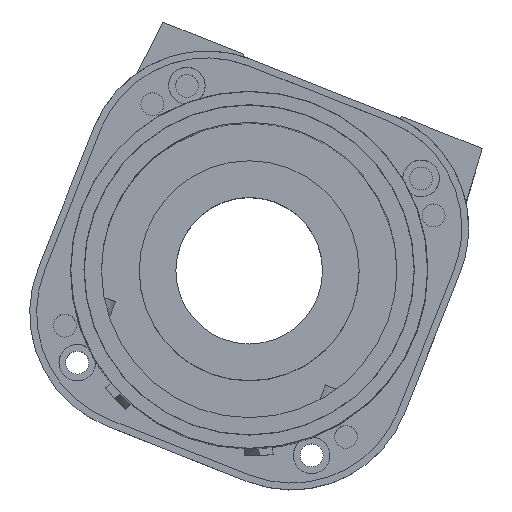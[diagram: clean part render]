
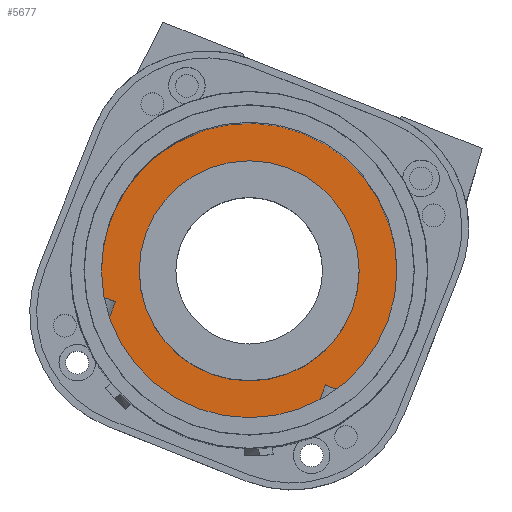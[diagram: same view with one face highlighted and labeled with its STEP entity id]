
A CAD part, top view. The second image highlights one B-rep face of the part: STEP entity #5677.
In plain terms, the highlighted planar face has unit normal (0, 0, 1).
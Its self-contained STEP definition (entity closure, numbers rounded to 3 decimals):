
#53 = CIRCLE ( 'NONE', #7776, 24. ) ;
#129 = DIRECTION ( 'NONE',  ( 0., 0., -1. ) ) ;
#242 = CIRCLE ( 'NONE', #8552, 32.25 ) ;
#255 = CARTESIAN_POINT ( 'NONE',  ( 32.25, -0.033, -61.5 ) ) ;
#278 = EDGE_CURVE ( 'NONE', #4682, #8234, #3658, .T. ) ;
#366 = DIRECTION ( 'NONE',  ( 0.93, -0.368, 0. ) ) ;
#505 = FACE_OUTER_BOUND ( 'NONE', #4217, .T. ) ;
#554 = VERTEX_POINT ( 'NONE', #8105 ) ;
#738 = CARTESIAN_POINT ( 'NONE',  ( 0., 0., -61.5 ) ) ;
#805 = CARTESIAN_POINT ( 'NONE',  ( 0., 0., -61.5 ) ) ;
#814 = DIRECTION ( 'NONE',  ( 0., 0., -1. ) ) ;
#886 = LINE ( 'NONE', #6789, #7549 ) ;
#974 = ORIENTED_EDGE ( 'NONE', *, *, #1877, .F. ) ;
#1071 = EDGE_CURVE ( 'NONE', #1764, #4682, #1286, .T. ) ;
#1105 = LINE ( 'NONE', #9507, #5926 ) ;
#1286 = LINE ( 'NONE', #5030, #5860 ) ;
#1519 = CIRCLE ( 'NONE', #6580, 32.25 ) ;
#1552 = VECTOR ( 'NONE', #5450, 1000. ) ;
#1560 = DIRECTION ( 'NONE',  ( 0., 0., -1. ) ) ;
#1764 = VERTEX_POINT ( 'NONE', #3662 ) ;
#1877 = EDGE_CURVE ( 'NONE', #9937, #7618, #8183, .T. ) ;
#1963 = CIRCLE ( 'NONE', #2363, 32.25 ) ;
#2037 = CARTESIAN_POINT ( 'NONE',  ( -32.25, 0.033, -61.5 ) ) ;
#2057 = EDGE_CURVE ( 'NONE', #7403, #5878, #8173, .T. ) ;
#2283 = DIRECTION ( 'NONE',  ( -1., 0., 0. ) ) ;
#2339 = EDGE_CURVE ( 'NONE', #5878, #9944, #2881, .T. ) ;
#2353 = DIRECTION ( 'NONE',  ( 0., 0., -1. ) ) ;
#2363 = AXIS2_PLACEMENT_3D ( 'NONE', #805, #2353, #4003 ) ;
#2580 = DIRECTION ( 'NONE',  ( -0.368, -0.93, 0. ) ) ;
#2881 = CIRCLE ( 'NONE', #5301, 32.25 ) ;
#2923 = PLANE ( 'NONE',  #5986 ) ;
#2950 = AXIS2_PLACEMENT_3D ( 'NONE', #3553, #6840, #4528 ) ;
#3143 = CARTESIAN_POINT ( 'NONE',  ( 0., 0., -61.5 ) ) ;
#3396 = ORIENTED_EDGE ( 'NONE', *, *, #7942, .F. ) ;
#3553 = CARTESIAN_POINT ( 'NONE',  ( 0., 0., -61.5 ) ) ;
#3658 = LINE ( 'NONE', #10092, #1552 ) ;
#3662 = CARTESIAN_POINT ( 'NONE',  ( 15.253, -28.415, -61.5 ) ) ;
#3778 = DIRECTION ( 'NONE',  ( 0., 0., -1. ) ) ;
#3827 = DIRECTION ( 'NONE',  ( -1., 0., 0. ) ) ;
#3847 = CIRCLE ( 'NONE', #7039, 24. ) ;
#3893 = DIRECTION ( 'NONE',  ( -1., 0., 0. ) ) ;
#4003 = DIRECTION ( 'NONE',  ( -1., 0., 0. ) ) ;
#4044 = AXIS2_PLACEMENT_3D ( 'NONE', #738, #7737, #2283 ) ;
#4050 = ORIENTED_EDGE ( 'NONE', *, *, #6053, .F. ) ;
#4117 = EDGE_CURVE ( 'NONE', #8021, #7259, #3847, .T. ) ;
#4217 = EDGE_LOOP ( 'NONE', ( #8573, #5534, #8650, #5049, #3396, #974, #4050, #7774, #10098, #7854, #5302, #9877 ) ) ;
#4241 = AXIS2_PLACEMENT_3D ( 'NONE', #6973, #10024, #3827 ) ;
#4528 = DIRECTION ( 'NONE',  ( -1., 0., 0. ) ) ;
#4682 = VERTEX_POINT ( 'NONE', #9949 ) ;
#4848 = CIRCLE ( 'NONE', #2950, 32.25 ) ;
#4860 = DIRECTION ( 'NONE',  ( -1., 0., 0. ) ) ;
#4910 = DIRECTION ( 'NONE',  ( 0., 0., -1. ) ) ;
#5030 = CARTESIAN_POINT ( 'NONE',  ( 0.03, -66.886, -61.5 ) ) ;
#5048 = CARTESIAN_POINT ( 'NONE',  ( -23.541, 22.043, -61.5 ) ) ;
#5049 = ORIENTED_EDGE ( 'NONE', *, *, #2057, .F. ) ;
#5078 = EDGE_CURVE ( 'NONE', #5981, #5645, #242, .T. ) ;
#5208 = CARTESIAN_POINT ( 'NONE',  ( 32.25, 0., -61.5 ) ) ;
#5301 = AXIS2_PLACEMENT_3D ( 'NONE', #3143, #129, #4860 ) ;
#5302 = ORIENTED_EDGE ( 'NONE', *, *, #6882, .F. ) ;
#5450 = DIRECTION ( 'NONE',  ( 0.93, -0.368, 0. ) ) ;
#5485 = CARTESIAN_POINT ( 'NONE',  ( -29.165, -6.742, -61.5 ) ) ;
#5534 = ORIENTED_EDGE ( 'NONE', *, *, #5891, .F. ) ;
#5645 = VERTEX_POINT ( 'NONE', #7001 ) ;
#5677 = ADVANCED_FACE ( 'NONE', ( #5713, #505 ), #2923, .F. ) ;
#5697 = EDGE_CURVE ( 'NONE', #7259, #8021, #53, .T. ) ;
#5698 = DIRECTION ( 'NONE',  ( -1., 0., 0. ) ) ;
#5713 = FACE_BOUND ( 'NONE', #8011, .T. ) ;
#5860 = VECTOR ( 'NONE', #9794, 1000. ) ;
#5878 = VERTEX_POINT ( 'NONE', #255 ) ;
#5891 = EDGE_CURVE ( 'NONE', #9944, #8234, #1519, .T. ) ;
#5926 = VECTOR ( 'NONE', #2580, 1000. ) ;
#5981 = VERTEX_POINT ( 'NONE', #6052 ) ;
#5986 = AXIS2_PLACEMENT_3D ( 'NONE', #6095, #10123, #6239 ) ;
#6007 = CARTESIAN_POINT ( 'NONE',  ( 0., 0., -61.5 ) ) ;
#6052 = CARTESIAN_POINT ( 'NONE',  ( -31.738, -5.724, -61.5 ) ) ;
#6053 = EDGE_CURVE ( 'NONE', #5645, #9937, #7834, .T. ) ;
#6095 = CARTESIAN_POINT ( 'NONE',  ( 0., 0., -61.5 ) ) ;
#6239 = DIRECTION ( 'NONE',  ( -1., 0., 0. ) ) ;
#6556 = CARTESIAN_POINT ( 'NONE',  ( 24., 0., -61.5 ) ) ;
#6580 = AXIS2_PLACEMENT_3D ( 'NONE', #8820, #4910, #5698 ) ;
#6789 = CARTESIAN_POINT ( 'NONE',  ( -34.15, -4.769, -61.5 ) ) ;
#6840 = DIRECTION ( 'NONE',  ( 0., 0., -1. ) ) ;
#6882 = EDGE_CURVE ( 'NONE', #1764, #554, #4848, .T. ) ;
#6973 = CARTESIAN_POINT ( 'NONE',  ( 0., 0., -61.5 ) ) ;
#7001 = CARTESIAN_POINT ( 'NONE',  ( -32.25, 0., -61.5 ) ) ;
#7039 = AXIS2_PLACEMENT_3D ( 'NONE', #6007, #8101, #9715 ) ;
#7259 = VERTEX_POINT ( 'NONE', #6556 ) ;
#7348 = EDGE_CURVE ( 'NONE', #5981, #8023, #886, .T. ) ;
#7403 = VERTEX_POINT ( 'NONE', #5208 ) ;
#7549 = VECTOR ( 'NONE', #366, 1000. ) ;
#7579 = CARTESIAN_POINT ( 'NONE',  ( 23.541, -22.043, -61.5 ) ) ;
#7618 = VERTEX_POINT ( 'NONE', #5048 ) ;
#7737 = DIRECTION ( 'NONE',  ( 0., 0., -1. ) ) ;
#7774 = ORIENTED_EDGE ( 'NONE', *, *, #5078, .F. ) ;
#7776 = AXIS2_PLACEMENT_3D ( 'NONE', #7953, #1560, #8725 ) ;
#7817 = DIRECTION ( 'NONE',  ( -1., 0., 0. ) ) ;
#7834 = CIRCLE ( 'NONE', #8152, 32.25 ) ;
#7854 = ORIENTED_EDGE ( 'NONE', *, *, #8039, .T. ) ;
#7859 = CARTESIAN_POINT ( 'NONE',  ( 0., 0., -61.5 ) ) ;
#7942 = EDGE_CURVE ( 'NONE', #7618, #7403, #1963, .T. ) ;
#7953 = CARTESIAN_POINT ( 'NONE',  ( 0., 0., -61.5 ) ) ;
#8011 = EDGE_LOOP ( 'NONE', ( #8988, #10216 ) ) ;
#8021 = VERTEX_POINT ( 'NONE', #10171 ) ;
#8023 = VERTEX_POINT ( 'NONE', #5485 ) ;
#8039 = EDGE_CURVE ( 'NONE', #8023, #554, #1105, .T. ) ;
#8101 = DIRECTION ( 'NONE',  ( 0., 0., -1. ) ) ;
#8105 = CARTESIAN_POINT ( 'NONE',  ( -30.566, -10.284, -61.5 ) ) ;
#8152 = AXIS2_PLACEMENT_3D ( 'NONE', #10116, #3778, #7817 ) ;
#8173 = CIRCLE ( 'NONE', #4241, 32.25 ) ;
#8183 = CIRCLE ( 'NONE', #4044, 32.25 ) ;
#8194 = CARTESIAN_POINT ( 'NONE',  ( 19.228, -25.891, -61.5 ) ) ;
#8234 = VERTEX_POINT ( 'NONE', #8194 ) ;
#8552 = AXIS2_PLACEMENT_3D ( 'NONE', #7859, #814, #3893 ) ;
#8573 = ORIENTED_EDGE ( 'NONE', *, *, #278, .T. ) ;
#8650 = ORIENTED_EDGE ( 'NONE', *, *, #2339, .F. ) ;
#8725 = DIRECTION ( 'NONE',  ( -1., 0., 0. ) ) ;
#8820 = CARTESIAN_POINT ( 'NONE',  ( 0., 0., -61.5 ) ) ;
#8988 = ORIENTED_EDGE ( 'NONE', *, *, #4117, .T. ) ;
#9507 = CARTESIAN_POINT ( 'NONE',  ( -45.789, -48.756, -61.5 ) ) ;
#9715 = DIRECTION ( 'NONE',  ( -1., 0., 0. ) ) ;
#9794 = DIRECTION ( 'NONE',  ( 0.368, 0.93, 0. ) ) ;
#9877 = ORIENTED_EDGE ( 'NONE', *, *, #1071, .T. ) ;
#9937 = VERTEX_POINT ( 'NONE', #2037 ) ;
#9944 = VERTEX_POINT ( 'NONE', #7579 ) ;
#9949 = CARTESIAN_POINT ( 'NONE',  ( 16.655, -24.873, -61.5 ) ) ;
#10024 = DIRECTION ( 'NONE',  ( 0., 0., -1. ) ) ;
#10092 = CARTESIAN_POINT ( 'NONE',  ( 21.641, -26.846, -61.5 ) ) ;
#10098 = ORIENTED_EDGE ( 'NONE', *, *, #7348, .T. ) ;
#10116 = CARTESIAN_POINT ( 'NONE',  ( 0., 0., -61.5 ) ) ;
#10123 = DIRECTION ( 'NONE',  ( 0., 0., -1. ) ) ;
#10171 = CARTESIAN_POINT ( 'NONE',  ( -24., 0., -61.5 ) ) ;
#10216 = ORIENTED_EDGE ( 'NONE', *, *, #5697, .T. ) ;
